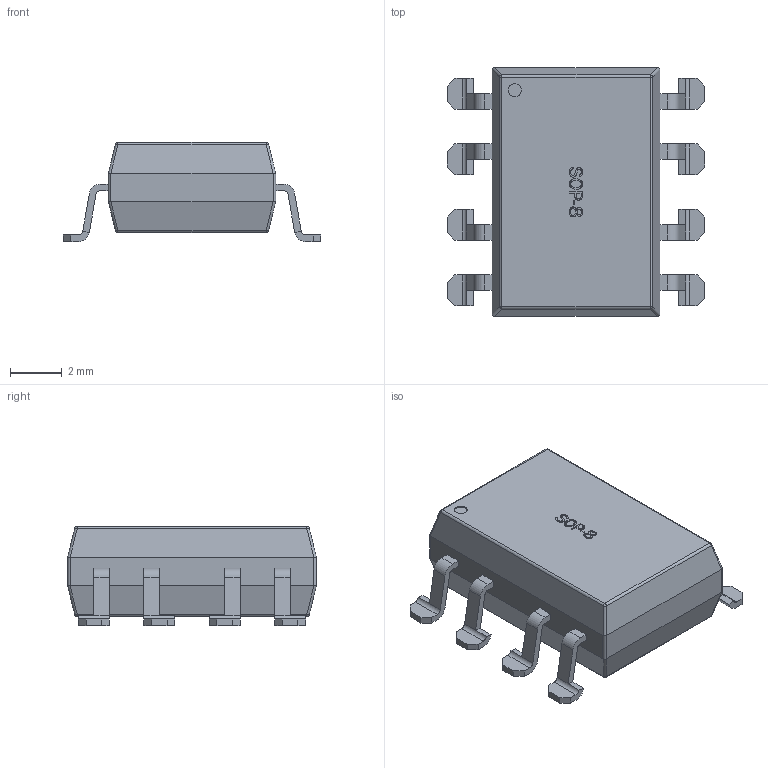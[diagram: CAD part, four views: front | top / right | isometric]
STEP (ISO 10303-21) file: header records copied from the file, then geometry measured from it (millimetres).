
FILE_DESCRIPTION (( 'STEP AP214' ), '1' );
FILE_NAME ('SOP8-W2.54-.STEP', '2017-09-05T06:30:44', ( 'Roy' ), ( 'Microsoft' ), 'SwSTEP 2.0', 'SolidWorks 2014', '' );
FILE_SCHEMA (( 'AUTOMOTIVE_DESIGN' ));
Length unit declared in the file: millimetre
Products named in the file (6): SOP8-W2.54-; SOP8-6.5_呿极; SOP4-6.5竘褐_2; SOP4-6.5竘褐_-_噩砉_2; SOP8-W2.54; Designator199
Assembly tree (11 placements, depth 4):
  SOP8-W2.54-
    Designator199
      SOP8-W2.54
        SOP8-6.5_呿极
        SOP4-6.5竘褐_2  x4
        SOP4-6.5竘褐_-_噩砉_2  x4
Bounding box: 10 x 9.66 x 3.85 mm (x, y, z)
Volume: 213.4 mm3; surface area: 274.7 mm2
Topology: 9 solids, 9 shells, 292 faces, 752 edges, 488 vertices
Faces by surface type: plane 153, bspline 85, cylinder 54
Entity records: 10403 total; most frequent: CARTESIAN_POINT 4252, ORIENTED_EDGE 952, DIRECTION 572, EDGE_CURVE 476, VERTEX_POINT 308, VECTOR 254, LINE 254, UNCERTAINTY_MEASURE_WITH_UNIT 196
